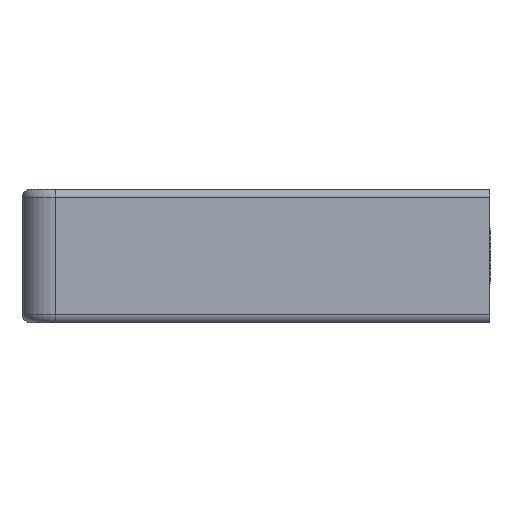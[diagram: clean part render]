
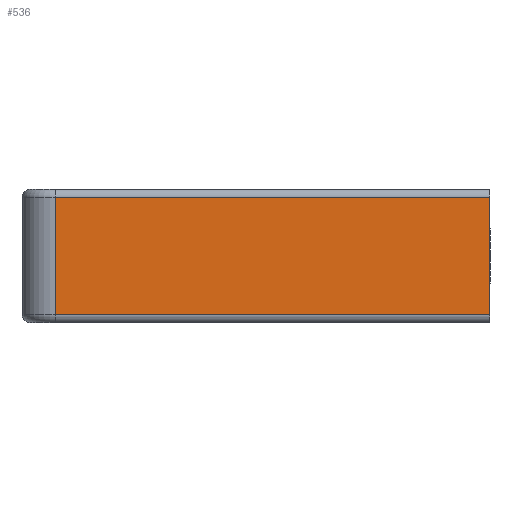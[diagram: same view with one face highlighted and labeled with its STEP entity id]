
A CAD part, left-side view. The second image highlights one B-rep face of the part: STEP entity #536.
In plain terms, the highlighted planar face has unit normal (-1, 0, 0).
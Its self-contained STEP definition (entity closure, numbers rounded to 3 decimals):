
#40 = LINE ( 'NONE', #656, #982 ) ;
#86 = CARTESIAN_POINT ( 'NONE',  ( -84.5, 28., 4. ) ) ;
#144 = CARTESIAN_POINT ( 'NONE',  ( -84.5, 26., 4. ) ) ;
#250 = VERTEX_POINT ( 'NONE', #685 ) ;
#270 = EDGE_CURVE ( 'NONE', #704, #250, #456, .T. ) ;
#282 = CARTESIAN_POINT ( 'NONE',  ( -84.5, 0., -3.5 ) ) ;
#300 = DIRECTION ( 'NONE',  ( 1., 0., 0. ) ) ;
#316 = EDGE_CURVE ( 'NONE', #694, #704, #966, .T. ) ;
#319 = VERTEX_POINT ( 'NONE', #282 ) ;
#348 = CARTESIAN_POINT ( 'NONE',  ( -84.5, 26., 3.5 ) ) ;
#373 = ORIENTED_EDGE ( 'NONE', *, *, #270, .T. ) ;
#382 = VECTOR ( 'NONE', #897, 1000. ) ;
#434 = AXIS2_PLACEMENT_3D ( 'NONE', #86, #300, #611 ) ;
#446 = DIRECTION ( 'NONE',  ( 0., 1., 0. ) ) ;
#456 = LINE ( 'NONE', #144, #382 ) ;
#473 = CARTESIAN_POINT ( 'NONE',  ( -84.5, 0., 4. ) ) ;
#513 = ORIENTED_EDGE ( 'NONE', *, *, #316, .T. ) ;
#536 = ADVANCED_FACE ( 'NONE', ( #915 ), #686, .F. ) ;
#547 = LINE ( 'NONE', #473, #973 ) ;
#557 = ORIENTED_EDGE ( 'NONE', *, *, #866, .T. ) ;
#560 = CARTESIAN_POINT ( 'NONE',  ( -84.5, 0., 3.5 ) ) ;
#563 = DIRECTION ( 'NONE',  ( 0., -1., 0. ) ) ;
#611 = DIRECTION ( 'NONE',  ( 0., 0., -1. ) ) ;
#631 = ORIENTED_EDGE ( 'NONE', *, *, #678, .F. ) ;
#638 = EDGE_LOOP ( 'NONE', ( #373, #557, #631, #513 ) ) ;
#656 = CARTESIAN_POINT ( 'NONE',  ( -84.5, 28., -3.5 ) ) ;
#663 = VECTOR ( 'NONE', #446, 1000. ) ;
#678 = EDGE_CURVE ( 'NONE', #694, #319, #547, .T. ) ;
#685 = CARTESIAN_POINT ( 'NONE',  ( -84.5, 26., -3.5 ) ) ;
#686 = PLANE ( 'NONE',  #434 ) ;
#694 = VERTEX_POINT ( 'NONE', #560 ) ;
#704 = VERTEX_POINT ( 'NONE', #348 ) ;
#782 = DIRECTION ( 'NONE',  ( 0., 0., -1. ) ) ;
#866 = EDGE_CURVE ( 'NONE', #250, #319, #40, .T. ) ;
#897 = DIRECTION ( 'NONE',  ( 0., 0., -1. ) ) ;
#901 = CARTESIAN_POINT ( 'NONE',  ( -84.5, 26., 3.5 ) ) ;
#915 = FACE_OUTER_BOUND ( 'NONE', #638, .T. ) ;
#966 = LINE ( 'NONE', #901, #663 ) ;
#973 = VECTOR ( 'NONE', #782, 1000. ) ;
#982 = VECTOR ( 'NONE', #563, 1000. ) ;
